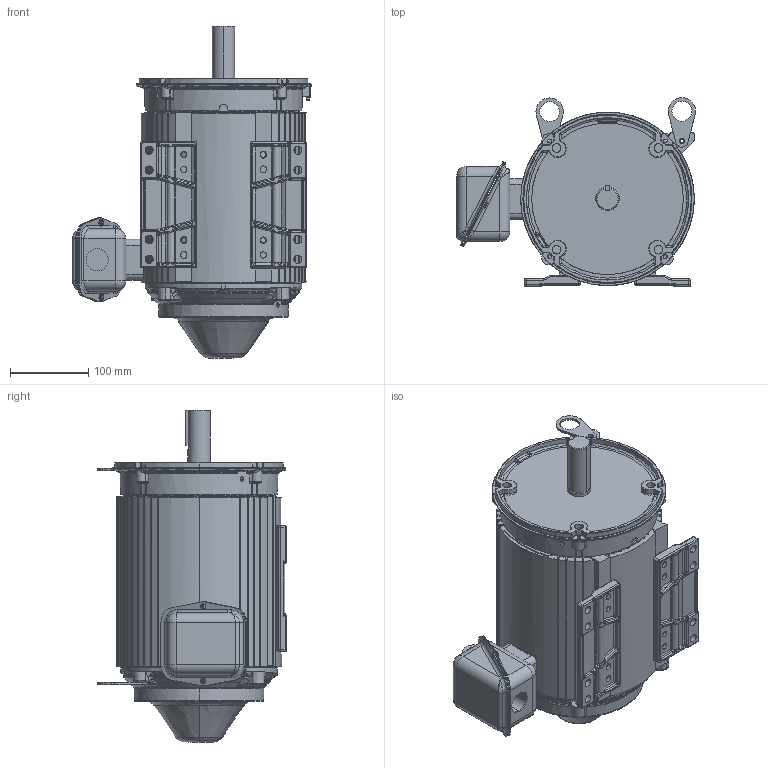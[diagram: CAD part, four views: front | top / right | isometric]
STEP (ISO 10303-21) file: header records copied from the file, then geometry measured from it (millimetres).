
FILE_DESCRIPTION (( 'STEP AP214' ), '1' );
FILE_NAME ('UN2T3BC.STEP', '2024-08-13T12:11:38', ( '' ), ( '' ), 'SwSTEP 2.0', 'SolidWorks 2021', '' );
FILE_SCHEMA (( 'AUTOMOTIVE_DESIGN' ));
Products named in the file (1): UN2T3BC
Bounding box: 306.12 x 241.3 x 425.08 mm (x, y, z)
Volume: 10015979.7 mm3; surface area: 587031.7 mm2
Topology: 5 solids, 13 shells, 2762 faces, 7087 edges, 4375 vertices
Faces by surface type: cylinder 751, bspline 713, plane 614, cone 315, torus 261, sphere 108
Entity records: 134575 total; most frequent: CARTESIAN_POINT 75559, ORIENTED_EDGE 14120, DIRECTION 10034, EDGE_CURVE 7060, VERTEX_POINT 4375, AXIS2_PLACEMENT_3D 4045, EDGE_LOOP 2877, B_SPLINE_CURVE_WITH_KNOTS 2814
